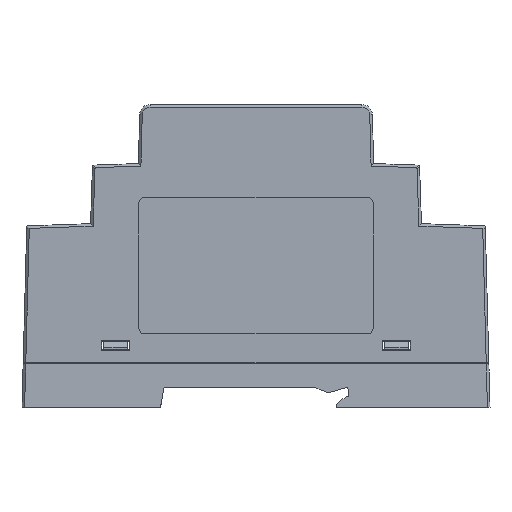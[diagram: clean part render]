
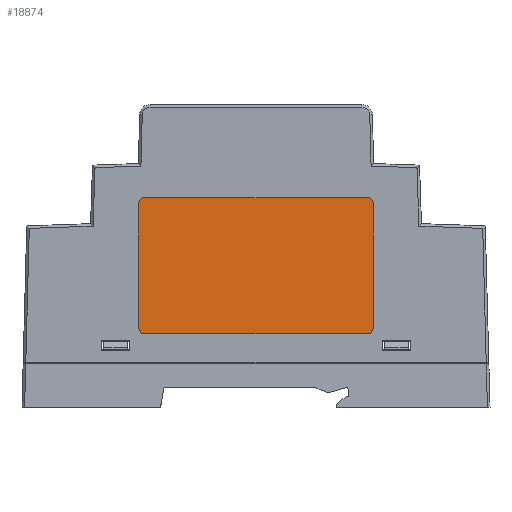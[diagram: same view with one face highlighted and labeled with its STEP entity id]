
A CAD part, front view. The second image highlights one B-rep face of the part: STEP entity #18874.
In plain terms, the highlighted planar face has unit normal (0, -1, 0).
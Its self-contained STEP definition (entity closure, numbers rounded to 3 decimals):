
#8995=DIRECTION('',(0.,0.,-1.));
#8996=VECTOR('',#8995,23.9);
#8997=CARTESIAN_POINT('',(-22.65,-8.65,30.6));
#8998=LINE('',#8997,#8996);
#9002=DIRECTION('',(1.,0.,0.));
#9003=VECTOR('',#9002,42.9);
#9004=CARTESIAN_POINT('',(-21.45,-8.65,31.8));
#9005=LINE('',#9004,#9003);
#9009=CARTESIAN_POINT('',(21.45,-8.65,30.6));
#9010=DIRECTION('',(0.,1.,0.));
#9011=DIRECTION('',(0.,0.,1.));
#9012=AXIS2_PLACEMENT_3D('',#9009,#9010,#9011);
#9017=DIRECTION('',(0.,0.,-1.));
#9018=VECTOR('',#9017,23.9);
#9019=CARTESIAN_POINT('',(22.65,-8.65,30.6));
#9020=LINE('',#9019,#9018);
#9024=CARTESIAN_POINT('',(21.45,-8.65,6.7));
#9025=DIRECTION('',(0.,1.,0.));
#9026=DIRECTION('',(1.,0.,0.));
#9027=AXIS2_PLACEMENT_3D('',#9024,#9025,#9026);
#9032=DIRECTION('',(-1.,0.,0.));
#9033=VECTOR('',#9032,42.9);
#9034=CARTESIAN_POINT('',(21.45,-8.65,5.5));
#9035=LINE('',#9034,#9033);
#9039=CARTESIAN_POINT('',(-21.45,-8.65,6.7));
#9040=DIRECTION('',(0.,1.,0.));
#9041=DIRECTION('',(0.,0.,-1.));
#9042=AXIS2_PLACEMENT_3D('',#9039,#9040,#9041);
#9047=CARTESIAN_POINT('',(-21.45,-8.65,30.6));
#9048=DIRECTION('',(0.,1.,0.));
#9049=DIRECTION('',(-1.,0.,0.));
#9050=AXIS2_PLACEMENT_3D('',#9047,#9048,#9049);
#10261=CARTESIAN_POINT('',(-22.65,-8.65,30.6));
#10262=VERTEX_POINT('',#10261);
#10263=CARTESIAN_POINT('',(-21.45,-8.65,31.8));
#10264=VERTEX_POINT('',#10263);
#10265=CARTESIAN_POINT('',(-22.65,-8.65,6.7));
#10266=VERTEX_POINT('',#10265);
#10267=CARTESIAN_POINT('',(21.45,-8.65,31.8));
#10268=VERTEX_POINT('',#10267);
#10269=CARTESIAN_POINT('',(22.65,-8.65,30.6));
#10270=VERTEX_POINT('',#10269);
#10271=CARTESIAN_POINT('',(22.65,-8.65,6.7));
#10272=VERTEX_POINT('',#10271);
#10273=CARTESIAN_POINT('',(21.45,-8.65,5.5));
#10274=VERTEX_POINT('',#10273);
#10275=CARTESIAN_POINT('',(-21.45,-8.65,5.5));
#10276=VERTEX_POINT('',#10275);
#18853=CARTESIAN_POINT('',(-45.,-8.65,0.));
#18854=DIRECTION('',(0.,-1.,0.));
#18855=DIRECTION('',(0.,0.,-1.));
#18856=AXIS2_PLACEMENT_3D('',#18853,#18854,#18855);
#18857=PLANE('',#18856);
#18859=ORIENTED_EDGE('',*,*,#18858,.T.);
#18861=ORIENTED_EDGE('',*,*,#18860,.T.);
#18863=ORIENTED_EDGE('',*,*,#18862,.T.);
#18865=ORIENTED_EDGE('',*,*,#18864,.T.);
#18867=ORIENTED_EDGE('',*,*,#18866,.T.);
#18869=ORIENTED_EDGE('',*,*,#18868,.T.);
#18870=ORIENTED_EDGE('',*,*,#18839,.F.);
#18871=ORIENTED_EDGE('',*,*,#18820,.T.);
#18872=EDGE_LOOP('',(#18859,#18861,#18863,#18865,#18867,#18869,#18870,#18871));
#18873=FACE_OUTER_BOUND('',#18872,.F.);
#9013=CIRCLE('',#9012,1.2);
#9028=CIRCLE('',#9027,1.2);
#9043=CIRCLE('',#9042,1.2);
#9051=CIRCLE('',#9050,1.2);
#18820=EDGE_CURVE('',#10262,#10264,#9051,.T.);
#18839=EDGE_CURVE('',#10262,#10266,#8998,.T.);
#18858=EDGE_CURVE('',#10264,#10268,#9005,.T.);
#18860=EDGE_CURVE('',#10268,#10270,#9013,.T.);
#18862=EDGE_CURVE('',#10270,#10272,#9020,.T.);
#18864=EDGE_CURVE('',#10272,#10274,#9028,.T.);
#18866=EDGE_CURVE('',#10274,#10276,#9035,.T.);
#18868=EDGE_CURVE('',#10276,#10266,#9043,.T.);
#18874=ADVANCED_FACE('',(#18873),#18857,.T.);
